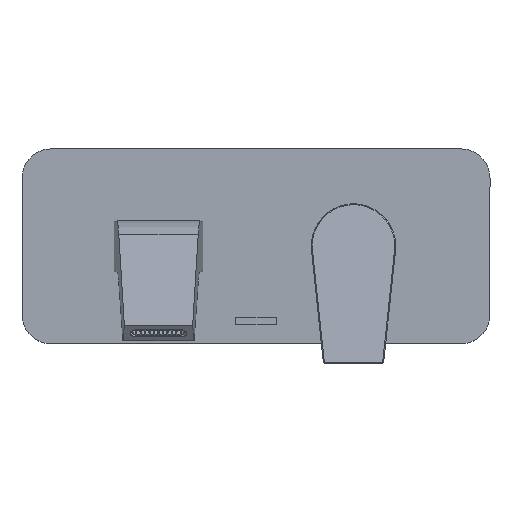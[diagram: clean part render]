
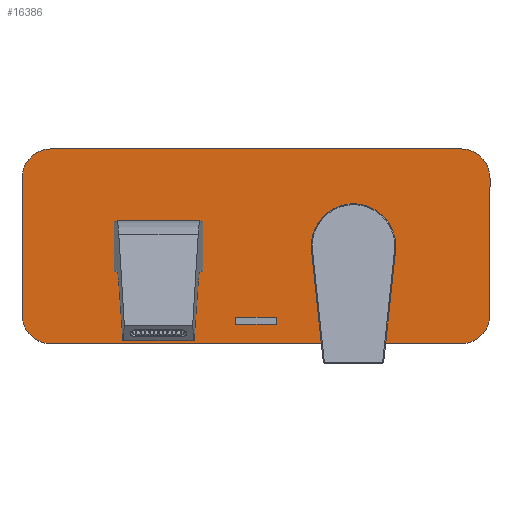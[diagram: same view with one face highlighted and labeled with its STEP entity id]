
A CAD part, top view. The second image highlights one B-rep face of the part: STEP entity #16386.
In plain terms, the highlighted planar face has unit normal (0, 0, 1).
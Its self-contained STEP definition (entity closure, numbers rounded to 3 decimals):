
#131 = CARTESIAN_POINT ( 'NONE',  ( -170., -50., 52. ) ) ;
#155 = CARTESIAN_POINT ( 'NONE',  ( 10., -36.4, 52. ) ) ;
#203 = CARTESIAN_POINT ( 'NONE',  ( 0., 0., 52. ) ) ;
#326 = DIRECTION ( 'NONE',  ( 0., 1., 0. ) ) ;
#493 = PLANE ( 'NONE',  #12150 ) ;
#495 = ORIENTED_EDGE ( 'NONE', *, *, #12479, .T. ) ;
#645 = EDGE_CURVE ( 'NONE', #11972, #2059, #11203, .T. ) ;
#660 = CARTESIAN_POINT ( 'NONE',  ( 0., 21.25, 52. ) ) ;
#761 = CIRCLE ( 'NONE', #2576, 2.45 ) ;
#871 = DIRECTION ( 'NONE',  ( 0., -1., 0. ) ) ;
#876 = ORIENTED_EDGE ( 'NONE', *, *, #10395, .T. ) ;
#878 = VERTEX_POINT ( 'NONE', #11748 ) ;
#1244 = EDGE_LOOP ( 'NONE', ( #9220 ) ) ;
#1772 = CARTESIAN_POINT ( 'NONE',  ( 10., 0., 52. ) ) ;
#2059 = VERTEX_POINT ( 'NONE', #12155 ) ;
#2078 = CARTESIAN_POINT ( 'NONE',  ( -155., 35., 52. ) ) ;
#2260 = EDGE_CURVE ( 'NONE', #12661, #5557, #14314, .T. ) ;
#2358 = CARTESIAN_POINT ( 'NONE',  ( 10., -40., 52. ) ) ;
#2450 = EDGE_CURVE ( 'NONE', #5557, #878, #10331, .T. ) ;
#2576 = AXIS2_PLACEMENT_3D ( 'NONE', #8135, #9375, #8009 ) ;
#2642 = VECTOR ( 'NONE', #4696, 1000. ) ;
#2703 = VECTOR ( 'NONE', #15096, 1000. ) ;
#2773 = ORIENTED_EDGE ( 'NONE', *, *, #645, .F. ) ;
#2824 = EDGE_LOOP ( 'NONE', ( #8848 ) ) ;
#2830 = DIRECTION ( 'NONE',  ( 0., 0., -1. ) ) ;
#2863 = CARTESIAN_POINT ( 'NONE',  ( 70., -35., 52. ) ) ;
#3016 = AXIS2_PLACEMENT_3D ( 'NONE', #16394, #10981, #9752 ) ;
#3224 = CIRCLE ( 'NONE', #8940, 15. ) ;
#3535 = VERTEX_POINT ( 'NONE', #7002 ) ;
#3566 = VECTOR ( 'NONE', #871, 1000. ) ;
#3859 = EDGE_CURVE ( 'NONE', #9903, #12620, #12773, .T. ) ;
#3939 = FACE_BOUND ( 'NONE', #5453, .T. ) ;
#4006 = CARTESIAN_POINT ( 'NONE',  ( -60.5, -36.4, 52. ) ) ;
#4215 = ORIENTED_EDGE ( 'NONE', *, *, #7407, .T. ) ;
#4399 = DIRECTION ( 'NONE',  ( 0., 0., -1. ) ) ;
#4500 = CARTESIAN_POINT ( 'NONE',  ( -115., -6.45, 52. ) ) ;
#4696 = DIRECTION ( 'NONE',  ( 1., 0., 0. ) ) ;
#4848 = CARTESIAN_POINT ( 'NONE',  ( 70., -50., 52. ) ) ;
#4876 = VERTEX_POINT ( 'NONE', #5189 ) ;
#4955 = CARTESIAN_POINT ( 'NONE',  ( -60.5, 0., 52. ) ) ;
#4997 = CIRCLE ( 'NONE', #9395, 15. ) ;
#5074 = ORIENTED_EDGE ( 'NONE', *, *, #16975, .T. ) ;
#5095 = CARTESIAN_POINT ( 'NONE',  ( -60.5, -40., 52. ) ) ;
#5189 = CARTESIAN_POINT ( 'NONE',  ( -39.5, -36.4, 52. ) ) ;
#5356 = CARTESIAN_POINT ( 'NONE',  ( -39.5, 0., 52. ) ) ;
#5453 = EDGE_LOOP ( 'NONE', ( #6803 ) ) ;
#5557 = VERTEX_POINT ( 'NONE', #5095 ) ;
#5938 = ORIENTED_EDGE ( 'NONE', *, *, #15760, .F. ) ;
#6059 = LINE ( 'NONE', #4848, #8550 ) ;
#6165 = VERTEX_POINT ( 'NONE', #13894 ) ;
#6233 = ORIENTED_EDGE ( 'NONE', *, *, #2260, .F. ) ;
#6506 = EDGE_CURVE ( 'NONE', #12484, #12484, #761, .T. ) ;
#6634 = FACE_BOUND ( 'NONE', #2824, .T. ) ;
#6692 = DIRECTION ( 'NONE',  ( 0., 1., 0. ) ) ;
#6737 = LINE ( 'NONE', #5356, #15990 ) ;
#6803 = ORIENTED_EDGE ( 'NONE', *, *, #6506, .F. ) ;
#7002 = CARTESIAN_POINT ( 'NONE',  ( -170., -35., 52. ) ) ;
#7008 = ORIENTED_EDGE ( 'NONE', *, *, #9953, .F. ) ;
#7046 = CARTESIAN_POINT ( 'NONE',  ( -155., -35., 52. ) ) ;
#7407 = EDGE_CURVE ( 'NONE', #3535, #16392, #4997, .T. ) ;
#7420 = CIRCLE ( 'NONE', #8526, 15. ) ;
#7512 = DIRECTION ( 'NONE',  ( 0., 0., 1. ) ) ;
#7647 = VERTEX_POINT ( 'NONE', #9031 ) ;
#7671 = CIRCLE ( 'NONE', #3016, 15. ) ;
#8009 = DIRECTION ( 'NONE',  ( 0., -1., 0. ) ) ;
#8067 = EDGE_CURVE ( 'NONE', #3535, #6165, #16952, .T. ) ;
#8135 = CARTESIAN_POINT ( 'NONE',  ( -115., -4., 52. ) ) ;
#8240 = DIRECTION ( 'NONE',  ( 0., 0., 1. ) ) ;
#8526 = AXIS2_PLACEMENT_3D ( 'NONE', #15517, #7512, #8920 ) ;
#8550 = VECTOR ( 'NONE', #15473, 1000. ) ;
#8848 = ORIENTED_EDGE ( 'NONE', *, *, #15012, .F. ) ;
#8920 = DIRECTION ( 'NONE',  ( -1., 0., 0. ) ) ;
#8940 = AXIS2_PLACEMENT_3D ( 'NONE', #2078, #15640, #11523 ) ;
#9031 = CARTESIAN_POINT ( 'NONE',  ( -100., -8.2, 52. ) ) ;
#9220 = ORIENTED_EDGE ( 'NONE', *, *, #11339, .T. ) ;
#9370 = ORIENTED_EDGE ( 'NONE', *, *, #15427, .F. ) ;
#9375 = DIRECTION ( 'NONE',  ( 0., 0., 1. ) ) ;
#9395 = AXIS2_PLACEMENT_3D ( 'NONE', #7046, #12276, #12339 ) ;
#9536 = VERTEX_POINT ( 'NONE', #660 ) ;
#9752 = DIRECTION ( 'NONE',  ( -1., 0., 0. ) ) ;
#9903 = VERTEX_POINT ( 'NONE', #11242 ) ;
#9953 = EDGE_CURVE ( 'NONE', #4876, #12661, #14737, .T. ) ;
#10329 = DIRECTION ( 'NONE',  ( 0., -1., 0. ) ) ;
#10331 = LINE ( 'NONE', #2358, #13241 ) ;
#10395 = EDGE_CURVE ( 'NONE', #11972, #6165, #3224, .T. ) ;
#10763 = DIRECTION ( 'NONE',  ( -1., 0., 0. ) ) ;
#10793 = CARTESIAN_POINT ( 'NONE',  ( 55., -50., 52. ) ) ;
#10981 = DIRECTION ( 'NONE',  ( 0., 0., 1. ) ) ;
#11179 = CARTESIAN_POINT ( 'NONE',  ( -155., -50., 52. ) ) ;
#11185 = VECTOR ( 'NONE', #10329, 1000. ) ;
#11203 = LINE ( 'NONE', #11252, #2642 ) ;
#11242 = CARTESIAN_POINT ( 'NONE',  ( 70., 35., 52. ) ) ;
#11252 = CARTESIAN_POINT ( 'NONE',  ( -170., 50., 52. ) ) ;
#11290 = ORIENTED_EDGE ( 'NONE', *, *, #2450, .F. ) ;
#11339 = EDGE_CURVE ( 'NONE', #9536, #9536, #12821, .T. ) ;
#11398 = CIRCLE ( 'NONE', #15456, 8.2 ) ;
#11509 = CARTESIAN_POINT ( 'NONE',  ( 70., 50., 52. ) ) ;
#11523 = DIRECTION ( 'NONE',  ( -1., 0., 0. ) ) ;
#11711 = VERTEX_POINT ( 'NONE', #10793 ) ;
#11748 = CARTESIAN_POINT ( 'NONE',  ( -39.5, -40., 52. ) ) ;
#11972 = VERTEX_POINT ( 'NONE', #16131 ) ;
#12150 = AXIS2_PLACEMENT_3D ( 'NONE', #1772, #4399, #326 ) ;
#12155 = CARTESIAN_POINT ( 'NONE',  ( 55., 50., 52. ) ) ;
#12228 = DIRECTION ( 'NONE',  ( 0., -1., 0. ) ) ;
#12276 = DIRECTION ( 'NONE',  ( 0., 0., 1. ) ) ;
#12339 = DIRECTION ( 'NONE',  ( -1., 0., 0. ) ) ;
#12479 = EDGE_CURVE ( 'NONE', #11711, #12620, #7420, .T. ) ;
#12484 = VERTEX_POINT ( 'NONE', #4500 ) ;
#12620 = VERTEX_POINT ( 'NONE', #2863 ) ;
#12661 = VERTEX_POINT ( 'NONE', #4006 ) ;
#12773 = LINE ( 'NONE', #11509, #3566 ) ;
#12821 = CIRCLE ( 'NONE', #17092, 21.25 ) ;
#12852 = VECTOR ( 'NONE', #10763, 1000. ) ;
#13015 = DIRECTION ( 'NONE',  ( 1., 0., 0. ) ) ;
#13134 = FACE_BOUND ( 'NONE', #14205, .T. ) ;
#13241 = VECTOR ( 'NONE', #13015, 1000. ) ;
#13255 = DIRECTION ( 'NONE',  ( 0., 1., 0. ) ) ;
#13894 = CARTESIAN_POINT ( 'NONE',  ( -170., 35., 52. ) ) ;
#14170 = EDGE_LOOP ( 'NONE', ( #14581, #5074, #2773, #876, #15497, #4215, #5938, #495 ) ) ;
#14205 = EDGE_LOOP ( 'NONE', ( #6233, #7008, #9370, #11290 ) ) ;
#14314 = LINE ( 'NONE', #4955, #11185 ) ;
#14581 = ORIENTED_EDGE ( 'NONE', *, *, #3859, .F. ) ;
#14737 = LINE ( 'NONE', #155, #12852 ) ;
#14895 = CARTESIAN_POINT ( 'NONE',  ( -100., 0., 52. ) ) ;
#15012 = EDGE_CURVE ( 'NONE', #7647, #7647, #11398, .T. ) ;
#15096 = DIRECTION ( 'NONE',  ( 0., 1., 0. ) ) ;
#15427 = EDGE_CURVE ( 'NONE', #878, #4876, #6737, .T. ) ;
#15456 = AXIS2_PLACEMENT_3D ( 'NONE', #14895, #8240, #12228 ) ;
#15473 = DIRECTION ( 'NONE',  ( -1., 0., 0. ) ) ;
#15497 = ORIENTED_EDGE ( 'NONE', *, *, #8067, .F. ) ;
#15517 = CARTESIAN_POINT ( 'NONE',  ( 55., -35., 52. ) ) ;
#15640 = DIRECTION ( 'NONE',  ( 0., 0., 1. ) ) ;
#15760 = EDGE_CURVE ( 'NONE', #11711, #16392, #6059, .T. ) ;
#15899 = FACE_OUTER_BOUND ( 'NONE', #14170, .T. ) ;
#15990 = VECTOR ( 'NONE', #13255, 1000. ) ;
#16100 = FACE_BOUND ( 'NONE', #1244, .T. ) ;
#16131 = CARTESIAN_POINT ( 'NONE',  ( -155., 50., 52. ) ) ;
#16386 = ADVANCED_FACE ( 'NONE', ( #15899, #16100, #6634, #3939, #13134 ), #493, .F. ) ;
#16392 = VERTEX_POINT ( 'NONE', #11179 ) ;
#16394 = CARTESIAN_POINT ( 'NONE',  ( 55., 35., 52. ) ) ;
#16952 = LINE ( 'NONE', #131, #2703 ) ;
#16975 = EDGE_CURVE ( 'NONE', #9903, #2059, #7671, .T. ) ;
#17092 = AXIS2_PLACEMENT_3D ( 'NONE', #203, #2830, #6692 ) ;
